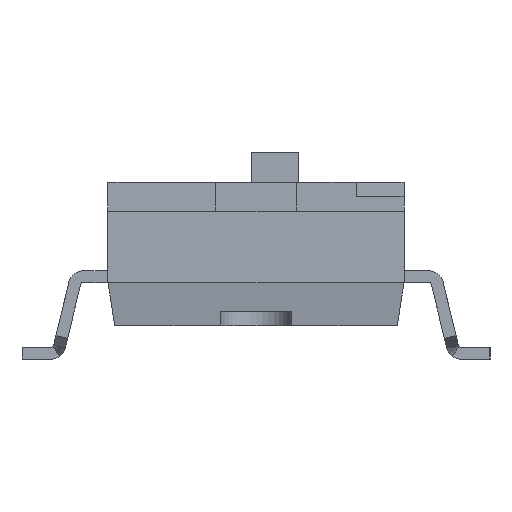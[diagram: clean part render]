
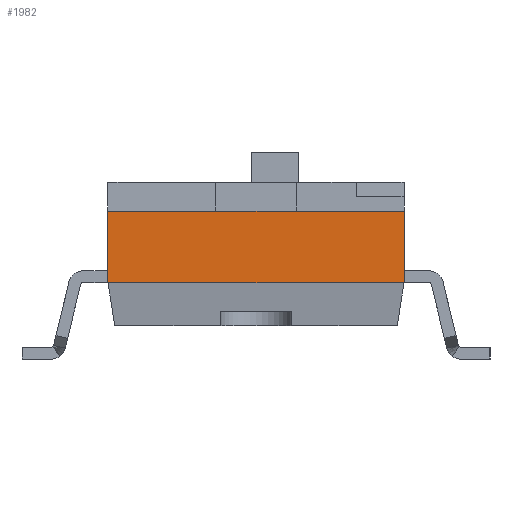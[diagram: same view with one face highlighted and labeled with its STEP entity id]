
A CAD part, left-side view. The second image highlights one B-rep face of the part: STEP entity #1982.
In plain terms, the highlighted planar face has unit normal (-1, 0, 0).
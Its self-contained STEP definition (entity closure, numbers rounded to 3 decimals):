
#1982 = ADVANCED_FACE( '', ( #3933 ), #3934, .T. );
#3933 = FACE_OUTER_BOUND( '', #5993, .T. );
#3934 = PLANE( '', #5994 );
#5993 = EDGE_LOOP( '', ( #11383, #11384, #11385, #11386 ) );
#5994 = AXIS2_PLACEMENT_3D( '', #11387, #11388, #11389 );
#11383 = ORIENTED_EDGE( '', *, *, #15116, .F. );
#11384 = ORIENTED_EDGE( '', *, *, #13823, .F. );
#11385 = ORIENTED_EDGE( '', *, *, #15405, .T. );
#11386 = ORIENTED_EDGE( '', *, *, #15152, .F. );
#11387 = CARTESIAN_POINT( '', ( -13.17, 3.1, -2.4 ) );
#11388 = DIRECTION( '', ( -1., 0., 0. ) );
#11389 = DIRECTION( '', ( 0., 0., 1. ) );
#13823 = EDGE_CURVE( '', #16708, #16710, #16711, .T. );
#15116 = EDGE_CURVE( '', #16710, #18670, #18671, .T. );
#15152 = EDGE_CURVE( '', #18670, #18715, #18716, .T. );
#15405 = EDGE_CURVE( '', #16708, #18715, #19029, .T. );
#16708 = VERTEX_POINT( '', #21077 );
#16710 = VERTEX_POINT( '', #21080 );
#16711 = LINE( '', #21081, #21082 );
#18670 = VERTEX_POINT( '', #24574 );
#18671 = LINE( '', #24575, #24576 );
#18715 = VERTEX_POINT( '', #24650 );
#18716 = LINE( '', #24651, #24652 );
#19029 = LINE( '', #25394, #25395 );
#21077 = CARTESIAN_POINT( '', ( -13.17, -3.1, -1.5 ) );
#21080 = CARTESIAN_POINT( '', ( -13.17, 3.1, -1.5 ) );
#21081 = CARTESIAN_POINT( '', ( -13.17, -27.166, -1.5 ) );
#21082 = VECTOR( '', #26340, 1000. );
#24574 = CARTESIAN_POINT( '', ( -13.17, 3.1, 0. ) );
#24575 = CARTESIAN_POINT( '', ( -13.17, 3.1, -2.4 ) );
#24576 = VECTOR( '', #27372, 1000. );
#24650 = CARTESIAN_POINT( '', ( -13.17, -3.1, 0. ) );
#24651 = CARTESIAN_POINT( '', ( -13.17, 3.1, 0. ) );
#24652 = VECTOR( '', #27393, 1000. );
#25394 = CARTESIAN_POINT( '', ( -13.17, -3.1, -2.4 ) );
#25395 = VECTOR( '', #27535, 1000. );
#26340 = DIRECTION( '', ( 0., 1., 0. ) );
#27372 = DIRECTION( '', ( 0., 0., 1. ) );
#27393 = DIRECTION( '', ( 0., -1., 0. ) );
#27535 = DIRECTION( '', ( 0., 0., 1. ) );
